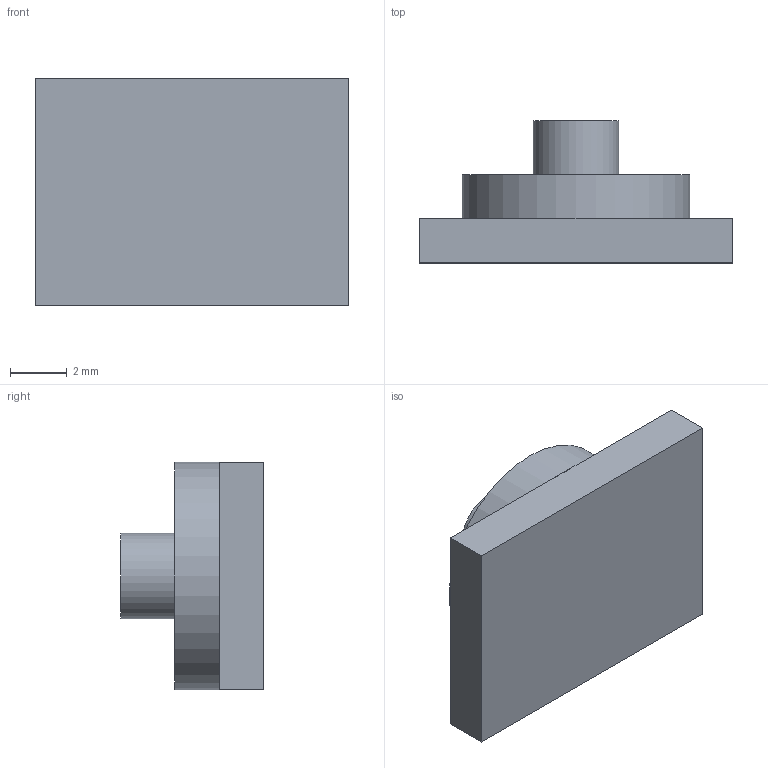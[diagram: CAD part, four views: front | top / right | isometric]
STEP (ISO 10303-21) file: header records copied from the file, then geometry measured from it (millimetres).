
FILE_DESCRIPTION(/* description */ (''),/* implementation_level */ '2;1');
FILE_NAME(/* name */ 'Play Button TR12S v3.step',/* time_stamp */ '2023-04-17T12:35:04-07:00',/* author */ (''),/* organization */ (''),/* preprocessor_version */ 'ST-DEVELOPER v19.2',/* originating_system */ 'Autodesk Translation Framework v12.4.0.73',/* authorisation */ '');
FILE_SCHEMA (('AUTOMOTIVE_DESIGN { 1 0 10303 214 3 1 1 }'));
Length unit declared in the file: millimetre
Products named in the file (3): Play Button TR12S; Base; Actuator
Assembly tree (2 placements, depth 2):
  Play Button TR12S
    Base
    Actuator
Bounding box: 11 x 5 x 8 mm (x, y, z)
Volume: 230.8 mm3; surface area: 412.2 mm2
Topology: 2 solids, 2 shells, 18 faces, 32 edges, 20 vertices
Faces by surface type: plane 12, cylinder 5, cone 1
Full cylindrical faces by diameter (mm): 1.6 x1, 3 x1, 5.8 x1, 6 x1, 8 x1
Entity records: 535 total; most frequent: DIRECTION 90, CARTESIAN_POINT 75, ORIENTED_EDGE 64, AXIS2_PLACEMENT_3D 35, EDGE_CURVE 32, EDGE_LOOP 20, LINE 20, VECTOR 20
